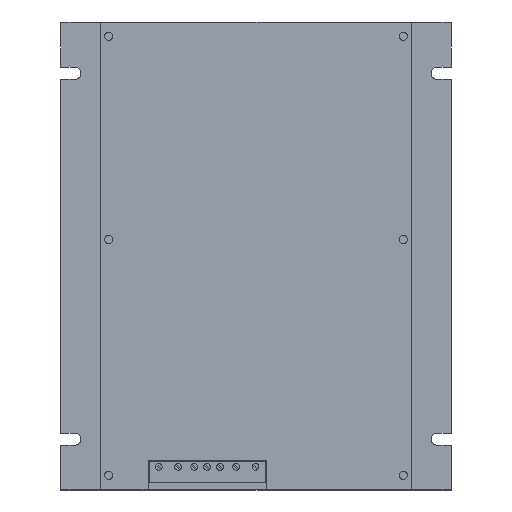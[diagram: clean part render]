
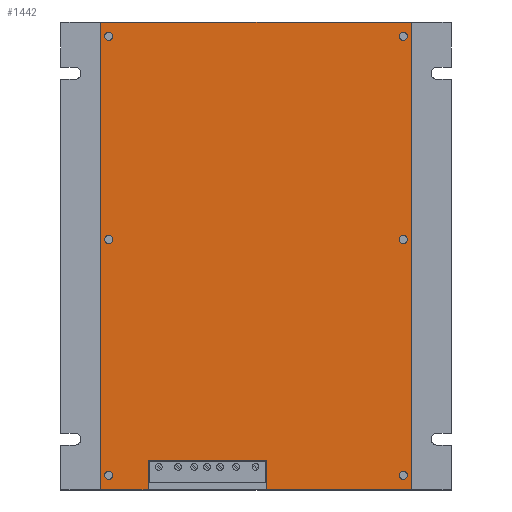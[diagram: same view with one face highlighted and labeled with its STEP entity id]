
A CAD part, top view. The second image highlights one B-rep face of the part: STEP entity #1442.
In plain terms, the highlighted planar face has unit normal (0, 0, 1).
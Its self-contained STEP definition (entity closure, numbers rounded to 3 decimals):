
#130=CARTESIAN_POINT('',(23.5,110.,140.0));
#131=VERTEX_POINT('',#130);
#140=CARTESIAN_POINT('',(21.5,108.,140.));
#141=VERTEX_POINT('',#140);
#142=CARTESIAN_POINT('',(23.5,108.,140.0));
#143=DIRECTION('',(0.0,0.0,-1.0));
#144=DIRECTION('',(0.0,1.0,0.0));
#145=AXIS2_PLACEMENT_3D('',#142,#143,#144);
#146=CIRCLE('',#145,2.);
#147=EDGE_CURVE('',#141,#131,#146,.T.);
#149=CARTESIAN_POINT('',(23.5,106.,140.0));
#150=VERTEX_POINT('',#149);
#151=CARTESIAN_POINT('',(23.5,108.,140.0));
#152=DIRECTION('',(0.0,0.0,-1.0));
#153=DIRECTION('',(0.0,1.0,0.0));
#154=AXIS2_PLACEMENT_3D('',#151,#152,#153);
#155=CIRCLE('',#154,2.);
#156=EDGE_CURVE('',#150,#141,#155,.T.);
#181=CARTESIAN_POINT('',(166.5,108.,140.0));
#182=VERTEX_POINT('',#181);
#191=CARTESIAN_POINT('',(168.5,106.,140.));
#192=VERTEX_POINT('',#191);
#193=CARTESIAN_POINT('',(168.5,108.,140.0));
#194=DIRECTION('',(0.0,0.0,-1.0));
#195=DIRECTION('',(-1.0,0.0,0.0));
#196=AXIS2_PLACEMENT_3D('',#193,#194,#195);
#197=CIRCLE('',#196,2.);
#198=EDGE_CURVE('',#192,#182,#197,.T.);
#200=CARTESIAN_POINT('',(170.5,108.,140.0));
#201=VERTEX_POINT('',#200);
#202=CARTESIAN_POINT('',(168.5,108.,140.0));
#203=DIRECTION('',(0.0,0.0,-1.0));
#204=DIRECTION('',(-1.0,0.0,0.0));
#205=AXIS2_PLACEMENT_3D('',#202,#203,#204);
#206=CIRCLE('',#205,2.);
#207=EDGE_CURVE('',#201,#192,#206,.T.);
#232=CARTESIAN_POINT('',(170.5,-108.,140.0));
#233=VERTEX_POINT('',#232);
#242=CARTESIAN_POINT('',(168.5,-106.,140.));
#243=VERTEX_POINT('',#242);
#244=CARTESIAN_POINT('',(168.5,-108.,140.0));
#245=DIRECTION('',(0.0,0.0,-1.0));
#246=DIRECTION('',(1.0,0.0,0.0));
#247=AXIS2_PLACEMENT_3D('',#244,#245,#246);
#248=CIRCLE('',#247,2.);
#249=EDGE_CURVE('',#243,#233,#248,.T.);
#251=CARTESIAN_POINT('',(166.5,-108.,140.0));
#252=VERTEX_POINT('',#251);
#253=CARTESIAN_POINT('',(168.5,-108.,140.0));
#254=DIRECTION('',(0.0,0.0,-1.0));
#255=DIRECTION('',(1.0,0.0,0.0));
#256=AXIS2_PLACEMENT_3D('',#253,#254,#255);
#257=CIRCLE('',#256,2.);
#258=EDGE_CURVE('',#252,#243,#257,.T.);
#283=CARTESIAN_POINT('',(25.5,-108.,140.0));
#284=VERTEX_POINT('',#283);
#293=CARTESIAN_POINT('',(23.5,-106.,140.));
#294=VERTEX_POINT('',#293);
#295=CARTESIAN_POINT('',(23.5,-108.,140.0));
#296=DIRECTION('',(0.0,0.0,-1.0));
#297=DIRECTION('',(1.0,0.0,0.0));
#298=AXIS2_PLACEMENT_3D('',#295,#296,#297);
#299=CIRCLE('',#298,2.);
#300=EDGE_CURVE('',#294,#284,#299,.T.);
#302=CARTESIAN_POINT('',(21.5,-108.,140.0));
#303=VERTEX_POINT('',#302);
#304=CARTESIAN_POINT('',(23.5,-108.,140.0));
#305=DIRECTION('',(0.0,0.0,-1.0));
#306=DIRECTION('',(1.0,0.0,0.0));
#307=AXIS2_PLACEMENT_3D('',#304,#305,#306);
#308=CIRCLE('',#307,2.);
#309=EDGE_CURVE('',#303,#294,#308,.T.);
#334=CARTESIAN_POINT('',(25.5,8.,140.0));
#335=VERTEX_POINT('',#334);
#344=CARTESIAN_POINT('',(23.5,10.,140.0));
#345=VERTEX_POINT('',#344);
#346=CARTESIAN_POINT('',(23.5,8.,140.0));
#347=DIRECTION('',(0.0,0.0,-1.0));
#348=DIRECTION('',(1.0,0.0,0.0));
#349=AXIS2_PLACEMENT_3D('',#346,#347,#348);
#350=CIRCLE('',#349,2.);
#351=EDGE_CURVE('',#345,#335,#350,.T.);
#353=CARTESIAN_POINT('',(21.5,8.,140.0));
#354=VERTEX_POINT('',#353);
#355=CARTESIAN_POINT('',(23.5,8.,140.0));
#356=DIRECTION('',(0.0,0.0,-1.0));
#357=DIRECTION('',(1.0,0.0,0.0));
#358=AXIS2_PLACEMENT_3D('',#355,#356,#357);
#359=CIRCLE('',#358,2.);
#360=EDGE_CURVE('',#354,#345,#359,.T.);
#385=CARTESIAN_POINT('',(166.5,8.,140.0));
#386=VERTEX_POINT('',#385);
#395=CARTESIAN_POINT('',(168.5,6.,140.0));
#396=VERTEX_POINT('',#395);
#397=CARTESIAN_POINT('',(168.5,8.,140.0));
#398=DIRECTION('',(0.0,0.0,-1.0));
#399=DIRECTION('',(-1.0,0.0,0.0));
#400=AXIS2_PLACEMENT_3D('',#397,#398,#399);
#401=CIRCLE('',#400,2.);
#402=EDGE_CURVE('',#396,#386,#401,.T.);
#404=CARTESIAN_POINT('',(170.5,8.,140.0));
#405=VERTEX_POINT('',#404);
#406=CARTESIAN_POINT('',(168.5,8.,140.0));
#407=DIRECTION('',(0.0,0.0,-1.0));
#408=DIRECTION('',(-1.0,0.0,0.0));
#409=AXIS2_PLACEMENT_3D('',#406,#407,#408);
#410=CIRCLE('',#409,2.);
#411=EDGE_CURVE('',#405,#396,#410,.T.);
#454=CARTESIAN_POINT('',(168.5,8.,140.0));
#455=DIRECTION('',(0.0,0.0,-1.0));
#456=DIRECTION('',(-1.0,0.0,0.0));
#457=AXIS2_PLACEMENT_3D('',#454,#455,#456);
#458=CIRCLE('',#457,2.);
#459=EDGE_CURVE('',#386,#405,#458,.T.);
#498=CARTESIAN_POINT('',(23.5,8.,140.0));
#499=DIRECTION('',(0.0,0.0,-1.0));
#500=DIRECTION('',(1.0,0.0,0.0));
#501=AXIS2_PLACEMENT_3D('',#498,#499,#500);
#502=CIRCLE('',#501,2.);
#503=EDGE_CURVE('',#335,#354,#502,.T.);
#534=CARTESIAN_POINT('',(42.897,-100.5,140.));
#535=VERTEX_POINT('',#534);
#542=CARTESIAN_POINT('',(42.897,-115.,140.));
#543=VERTEX_POINT('',#542);
#544=CARTESIAN_POINT('',(42.897,-115.,140.0));
#545=DIRECTION('',(0.0,1.0,0.0));
#546=VECTOR('',#545,14.5);
#547=LINE('',#544,#546);
#548=EDGE_CURVE('',#543,#535,#547,.T.);
#574=CARTESIAN_POINT('',(101.03,-115.,140.));
#575=VERTEX_POINT('',#574);
#582=CARTESIAN_POINT('',(101.03,-100.5,140.));
#583=VERTEX_POINT('',#582);
#584=CARTESIAN_POINT('',(101.03,-100.5,140.0));
#585=DIRECTION('',(0.0,-1.0,0.0));
#586=VECTOR('',#585,14.5);
#587=LINE('',#584,#586);
#588=EDGE_CURVE('',#583,#575,#587,.T.);
#611=CARTESIAN_POINT('',(42.897,-100.5,140.0));
#612=DIRECTION('',(1.0,0.0,0.0));
#613=VECTOR('',#612,58.133);
#614=LINE('',#611,#613);
#615=EDGE_CURVE('',#535,#583,#614,.T.);
#646=CARTESIAN_POINT('',(19.5,-115.,140.0));
#647=VERTEX_POINT('',#646);
#648=CARTESIAN_POINT('',(42.897,-115.,140.0));
#649=DIRECTION('',(-1.0,0.0,0.0));
#650=VECTOR('',#649,23.397);
#651=LINE('',#648,#650);
#652=EDGE_CURVE('',#543,#647,#651,.T.);
#702=CARTESIAN_POINT('',(172.5,-115.,140.0));
#703=VERTEX_POINT('',#702);
#710=CARTESIAN_POINT('',(172.5,-115.,140.0));
#711=DIRECTION('',(-1.0,0.0,0.0));
#712=VECTOR('',#711,71.47);
#713=LINE('',#710,#712);
#714=EDGE_CURVE('',#703,#575,#713,.T.);
#742=CARTESIAN_POINT('',(23.5,-108.,140.0));
#743=DIRECTION('',(0.0,0.0,-1.0));
#744=DIRECTION('',(1.0,0.0,0.0));
#745=AXIS2_PLACEMENT_3D('',#742,#743,#744);
#746=CIRCLE('',#745,2.);
#747=EDGE_CURVE('',#284,#303,#746,.T.);
#786=CARTESIAN_POINT('',(168.5,-108.,140.0));
#787=DIRECTION('',(0.0,0.0,-1.0));
#788=DIRECTION('',(1.0,0.0,0.0));
#789=AXIS2_PLACEMENT_3D('',#786,#787,#788);
#790=CIRCLE('',#789,2.);
#791=EDGE_CURVE('',#233,#252,#790,.T.);
#1254=CARTESIAN_POINT('',(19.5,115.,140.0));
#1255=VERTEX_POINT('',#1254);
#1256=CARTESIAN_POINT('',(19.5,-115.,140.0));
#1257=DIRECTION('',(0.0,1.0,0.0));
#1258=VECTOR('',#1257,230.);
#1259=LINE('',#1256,#1258);
#1260=EDGE_CURVE('',#647,#1255,#1259,.T.);
#1296=CARTESIAN_POINT('',(168.5,108.,140.0));
#1297=DIRECTION('',(0.0,0.0,-1.0));
#1298=DIRECTION('',(-1.0,0.0,0.0));
#1299=AXIS2_PLACEMENT_3D('',#1296,#1297,#1298);
#1300=CIRCLE('',#1299,2.);
#1301=EDGE_CURVE('',#182,#201,#1300,.T.);
#1340=CARTESIAN_POINT('',(23.5,108.,140.0));
#1341=DIRECTION('',(0.0,0.0,-1.0));
#1342=DIRECTION('',(0.0,1.0,0.0));
#1343=AXIS2_PLACEMENT_3D('',#1340,#1341,#1342);
#1344=CIRCLE('',#1343,2.);
#1345=EDGE_CURVE('',#131,#150,#1344,.T.);
#1374=CARTESIAN_POINT('',(172.5,115.,140.0));
#1375=VERTEX_POINT('',#1374);
#1382=CARTESIAN_POINT('',(172.5,115.,140.0));
#1383=DIRECTION('',(0.0,-1.0,0.0));
#1384=VECTOR('',#1383,230.);
#1385=LINE('',#1382,#1384);
#1386=EDGE_CURVE('',#1375,#703,#1385,.T.);
#1392=CARTESIAN_POINT('',(96.,50.,140.0));
#1393=DIRECTION('',(0.0,0.0,1.0));
#1394=DIRECTION('',(1.0,0.0,0.0));
#1395=AXIS2_PLACEMENT_3D('',#1392,#1393,#1394);
#1396=PLANE('',#1395);
#1397=ORIENTED_EDGE('',*,*,#1386,.F.);
#1398=CARTESIAN_POINT('',(19.5,115.,140.0));
#1399=DIRECTION('',(1.0,0.0,0.0));
#1400=VECTOR('',#1399,153.);
#1401=LINE('',#1398,#1400);
#1402=EDGE_CURVE('',#1255,#1375,#1401,.T.);
#1403=ORIENTED_EDGE('',*,*,#1402,.F.);
#1404=ORIENTED_EDGE('',*,*,#1260,.F.);
#1405=ORIENTED_EDGE('',*,*,#652,.F.);
#1406=ORIENTED_EDGE('',*,*,#548,.T.);
#1407=ORIENTED_EDGE('',*,*,#615,.T.);
#1408=ORIENTED_EDGE('',*,*,#588,.T.);
#1409=ORIENTED_EDGE('',*,*,#714,.F.);
#1410=EDGE_LOOP('',(#1397,#1403,#1404,#1405,#1406,#1407,#1408,#1409));
#1411=FACE_OUTER_BOUND('',#1410,.T.);
#1412=ORIENTED_EDGE('',*,*,#402,.T.);
#1413=ORIENTED_EDGE('',*,*,#459,.T.);
#1414=ORIENTED_EDGE('',*,*,#411,.T.);
#1415=EDGE_LOOP('',(#1412,#1413,#1414));
#1416=FACE_BOUND('',#1415,.T.);
#1417=ORIENTED_EDGE('',*,*,#351,.T.);
#1418=ORIENTED_EDGE('',*,*,#503,.T.);
#1419=ORIENTED_EDGE('',*,*,#360,.T.);
#1420=EDGE_LOOP('',(#1417,#1418,#1419));
#1421=FACE_BOUND('',#1420,.T.);
#1422=ORIENTED_EDGE('',*,*,#300,.T.);
#1423=ORIENTED_EDGE('',*,*,#747,.T.);
#1424=ORIENTED_EDGE('',*,*,#309,.T.);
#1425=EDGE_LOOP('',(#1422,#1423,#1424));
#1426=FACE_BOUND('',#1425,.T.);
#1427=ORIENTED_EDGE('',*,*,#249,.T.);
#1428=ORIENTED_EDGE('',*,*,#791,.T.);
#1429=ORIENTED_EDGE('',*,*,#258,.T.);
#1430=EDGE_LOOP('',(#1427,#1428,#1429));
#1431=FACE_BOUND('',#1430,.T.);
#1432=ORIENTED_EDGE('',*,*,#198,.T.);
#1433=ORIENTED_EDGE('',*,*,#1301,.T.);
#1434=ORIENTED_EDGE('',*,*,#207,.T.);
#1435=EDGE_LOOP('',(#1432,#1433,#1434));
#1436=FACE_BOUND('',#1435,.T.);
#1437=ORIENTED_EDGE('',*,*,#147,.T.);
#1438=ORIENTED_EDGE('',*,*,#1345,.T.);
#1439=ORIENTED_EDGE('',*,*,#156,.T.);
#1440=EDGE_LOOP('',(#1437,#1438,#1439));
#1441=FACE_BOUND('',#1440,.T.);
#1442=ADVANCED_FACE('',(#1411,#1416,#1421,#1426,#1431,#1436,#1441),#1396,.T.);
